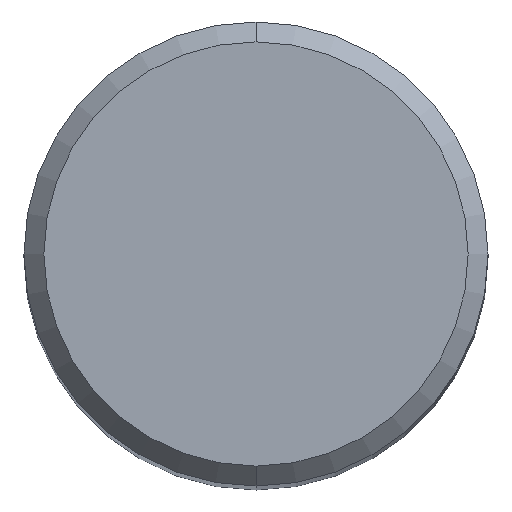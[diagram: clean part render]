
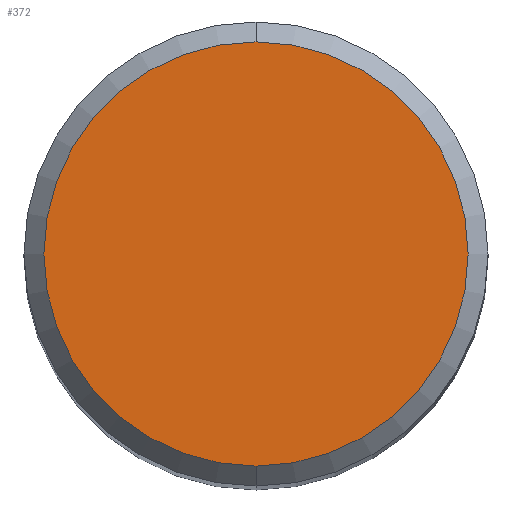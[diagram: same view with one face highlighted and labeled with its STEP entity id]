
A CAD part, top view. The second image highlights one B-rep face of the part: STEP entity #372.
In plain terms, the highlighted planar face has unit normal (0, 0, 1).
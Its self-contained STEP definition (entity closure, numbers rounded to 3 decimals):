
#340=VERTEX_POINT('',#664);
#372=ADVANCED_FACE('',(#698),#699,.T.);
#412=EDGE_CURVE('',#340,#452,#742,.T.);
#432=EDGE_CURVE('',#452,#340,#763,.T.);
#452=VERTEX_POINT('',#783);
#664=CARTESIAN_POINT('',(0.0,6.4,0.0));
#698=FACE_OUTER_BOUND('',#1302,.T.);
#699=PLANE('',#1303);
#742=CIRCLE('',#1371,6.4);
#763=CIRCLE('',#1435,6.4);
#783=CARTESIAN_POINT('',(0.,-6.4,0.0));
#1302=EDGE_LOOP('',(#1751,#1752));
#1303=AXIS2_PLACEMENT_3D('',#1753,#1754,#1755);
#1371=AXIS2_PLACEMENT_3D('',#1791,#1792,#1793);
#1435=AXIS2_PLACEMENT_3D('',#1815,#1816,#1817);
#1751=ORIENTED_EDGE('',*,*,#412,.F.);
#1752=ORIENTED_EDGE('',*,*,#432,.F.);
#1753=CARTESIAN_POINT('',(0.0,3.2,0.0));
#1754=DIRECTION('',(-0.0,0.0,1.0));
#1755=DIRECTION('',(0.0,-1.0,0.0));
#1791=CARTESIAN_POINT('',(0.0,0.0,0.0));
#1792=DIRECTION('',(0.0,0.0,-1.0));
#1793=DIRECTION('',(0.0,1.0,0.0));
#1815=CARTESIAN_POINT('',(0.0,0.0,0.0));
#1816=DIRECTION('',(0.0,0.0,-1.0));
#1817=DIRECTION('',(0.0,1.0,0.0));
